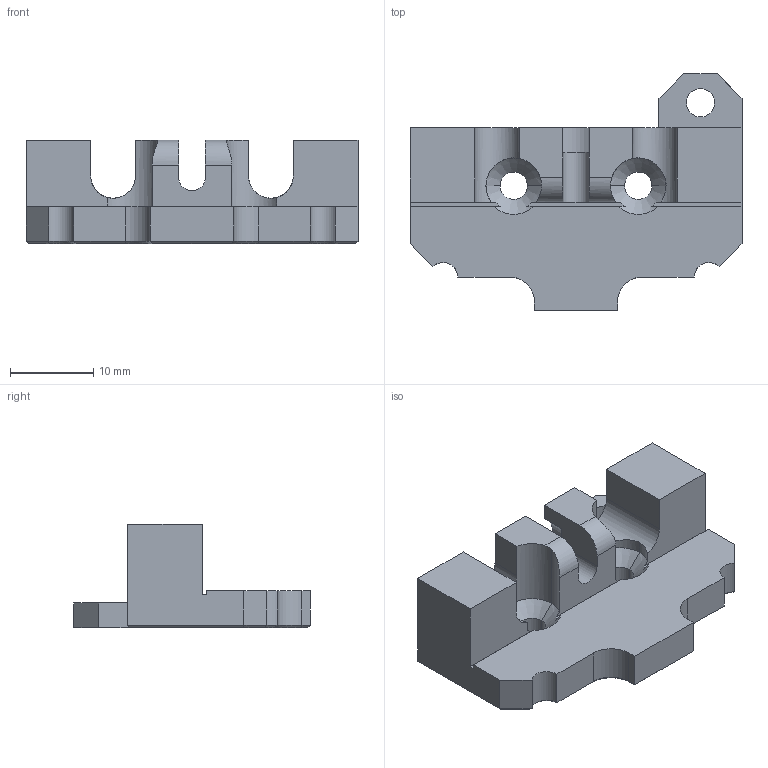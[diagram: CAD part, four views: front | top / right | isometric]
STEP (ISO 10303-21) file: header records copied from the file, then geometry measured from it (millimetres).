
FILE_DESCRIPTION(('FreeCAD Model'),'2;1');
FILE_NAME('quickset-mount-with-tab.step','2016-07-13T15:48:40',('FreeCAD'),( 'FreeCAD'),'Open CASCADE STEP processor 6.7','FreeCAD','Unknown');
FILE_SCHEMA(('AUTOMOTIVE_DESIGN_CC2 { 1 2 10303 214 -1 1 5 4 }'));
Length unit declared in the file: millimetre
Products named in the file (1): nozzle-mount-with-tab
Bounding box: 40 x 28.5 x 12.5 mm (x, y, z)
Volume: 5134 mm3; surface area: 3161 mm2
Topology: 1 solids, 1 shells, 86 faces, 227 edges, 141 vertices
Faces by surface type: plane 53, cylinder 21, cone 12
Full cylindrical faces by diameter (mm): 3.4 x1
Entity records: 6418 total; most frequent: CARTESIAN_POINT 2175, DIRECTION 692, ORIENTED_EDGE 454, PCURVE 454, DEFINITIONAL_REPRESENTATION 454, LINE 405, VECTOR 405, EDGE_CURVE 227
